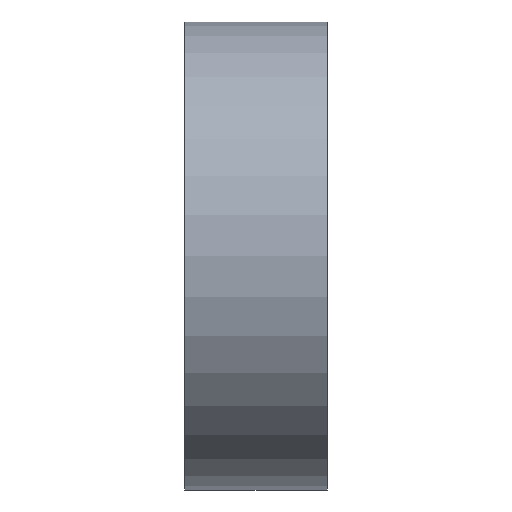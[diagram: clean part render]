
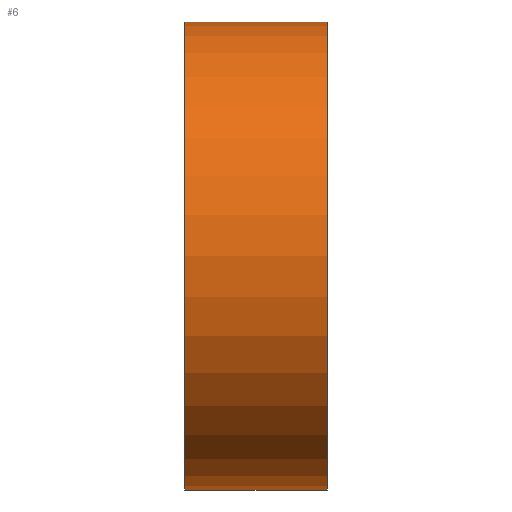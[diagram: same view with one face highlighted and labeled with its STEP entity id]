
A CAD part, left-side view. The second image highlights one B-rep face of the part: STEP entity #6.
In plain terms, the highlighted cylindrical face has radius 44.2 mm (diameter 88.4 mm), a partial arc.
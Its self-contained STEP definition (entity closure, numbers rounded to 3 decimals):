
#3 = DIRECTION ( 'NONE',  ( 0., 0., 1. ) ) ;
#6 = ADVANCED_FACE ( 'NONE', ( #76 ), #135, .T. ) ;
#21 = CARTESIAN_POINT ( 'NONE',  ( 0., 27., 0. ) ) ;
#29 = VERTEX_POINT ( 'NONE', #153 ) ;
#32 = CARTESIAN_POINT ( 'NONE',  ( 0., 27., 44.2 ) ) ;
#33 = VECTOR ( 'NONE', #130, 1000. ) ;
#39 = AXIS2_PLACEMENT_3D ( 'NONE', #21, #168, #3 ) ;
#41 = EDGE_LOOP ( 'NONE', ( #45, #162, #89, #52 ) ) ;
#45 = ORIENTED_EDGE ( 'NONE', *, *, #175, .F. ) ;
#49 = VECTOR ( 'NONE', #124, 1000. ) ;
#52 = ORIENTED_EDGE ( 'NONE', *, *, #183, .T. ) ;
#56 = EDGE_CURVE ( 'NONE', #29, #88, #199, .T. ) ;
#57 = CARTESIAN_POINT ( 'NONE',  ( 0., 27., -44.2 ) ) ;
#59 = CARTESIAN_POINT ( 'NONE',  ( 0., 0., 44.2 ) ) ;
#66 = CARTESIAN_POINT ( 'NONE',  ( 0., 0., 0. ) ) ;
#76 = FACE_OUTER_BOUND ( 'NONE', #41, .T. ) ;
#88 = VERTEX_POINT ( 'NONE', #129 ) ;
#89 = ORIENTED_EDGE ( 'NONE', *, *, #56, .T. ) ;
#95 = LINE ( 'NONE', #108, #33 ) ;
#108 = CARTESIAN_POINT ( 'NONE',  ( 0., 27., 44.2 ) ) ;
#110 = EDGE_CURVE ( 'NONE', #29, #121, #154, .T. ) ;
#121 = VERTEX_POINT ( 'NONE', #32 ) ;
#124 = DIRECTION ( 'NONE',  ( 0., -1., 0. ) ) ;
#129 = CARTESIAN_POINT ( 'NONE',  ( 0., 0., -44.2 ) ) ;
#130 = DIRECTION ( 'NONE',  ( 0., -1., 0. ) ) ;
#131 = DIRECTION ( 'NONE',  ( 0., 1., 0. ) ) ;
#135 = CYLINDRICAL_SURFACE ( 'NONE', #156, 44.2 ) ;
#136 = VERTEX_POINT ( 'NONE', #59 ) ;
#140 = CARTESIAN_POINT ( 'NONE',  ( 0., 27., 0. ) ) ;
#153 = CARTESIAN_POINT ( 'NONE',  ( 0., 27., -44.2 ) ) ;
#154 = CIRCLE ( 'NONE', #39, 44.2 ) ;
#156 = AXIS2_PLACEMENT_3D ( 'NONE', #140, #196, #180 ) ;
#162 = ORIENTED_EDGE ( 'NONE', *, *, #110, .F. ) ;
#168 = DIRECTION ( 'NONE',  ( 0., 1., 0. ) ) ;
#170 = DIRECTION ( 'NONE',  ( 0., 0., 1. ) ) ;
#171 = CIRCLE ( 'NONE', #179, 44.2 ) ;
#175 = EDGE_CURVE ( 'NONE', #121, #136, #95, .T. ) ;
#179 = AXIS2_PLACEMENT_3D ( 'NONE', #66, #131, #170 ) ;
#180 = DIRECTION ( 'NONE',  ( 0., 0., -1. ) ) ;
#183 = EDGE_CURVE ( 'NONE', #88, #136, #171, .T. ) ;
#196 = DIRECTION ( 'NONE',  ( 0., -1., 0. ) ) ;
#199 = LINE ( 'NONE', #57, #49 ) ;
